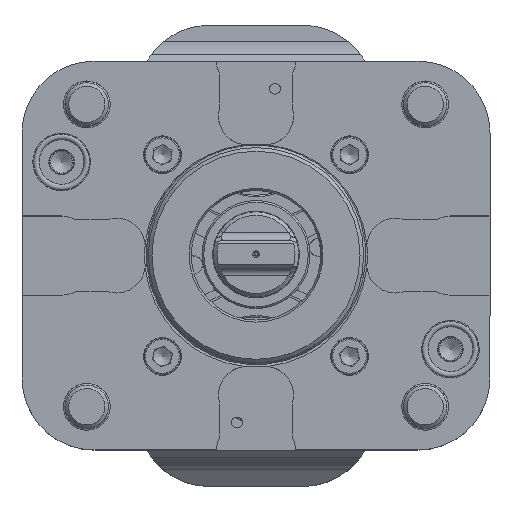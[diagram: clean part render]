
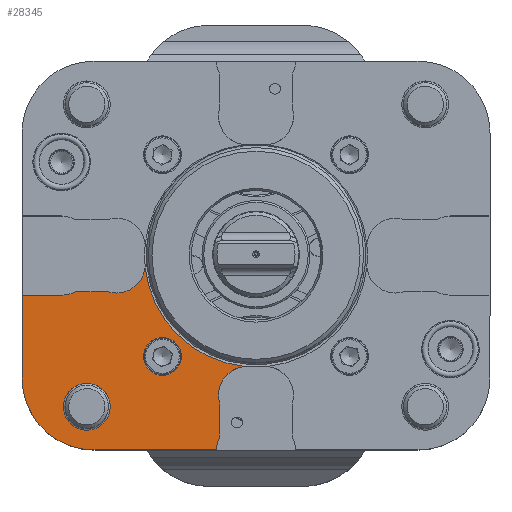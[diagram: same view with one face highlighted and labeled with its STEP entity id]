
A CAD part, top view. The second image highlights one B-rep face of the part: STEP entity #28345.
In plain terms, the highlighted planar face has unit normal (0, 0, 1).
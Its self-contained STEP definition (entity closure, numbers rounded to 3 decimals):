
#368 = EDGE_LOOP ( 'NONE', ( #37906, #29916, #9439, #6690, #23673, #24239, #31272, #29785, #27375, #32673, #14792 ) ) ;
#471 = VECTOR ( 'NONE', #37108, 1000. ) ;
#1441 = CARTESIAN_POINT ( 'NONE',  ( -53.5, -42., 0. ) ) ;
#1532 = AXIS2_PLACEMENT_3D ( 'NONE', #33766, #30727, #30050 ) ;
#2496 = AXIS2_PLACEMENT_3D ( 'NONE', #6130, #14612, #35323 ) ;
#2510 = CARTESIAN_POINT ( 'NONE',  ( -2.4, -38.75, 0. ) ) ;
#2564 = VERTEX_POINT ( 'NONE', #15098 ) ;
#3071 = LINE ( 'NONE', #27292, #18836 ) ;
#3253 = AXIS2_PLACEMENT_3D ( 'NONE', #34863, #23014, #9402 ) ;
#3536 = VERTEX_POINT ( 'NONE', #3674 ) ;
#3674 = CARTESIAN_POINT ( 'NONE',  ( -54., -11., 0. ) ) ;
#5926 = DIRECTION ( 'NONE',  ( -1., 0., 0. ) ) ;
#6130 = CARTESIAN_POINT ( 'NONE',  ( 0., 0., 0. ) ) ;
#6690 = ORIENTED_EDGE ( 'NONE', *, *, #15702, .T. ) ;
#6719 = CIRCLE ( 'NONE', #24883, 8. ) ;
#8542 = AXIS2_PLACEMENT_3D ( 'NONE', #35714, #26604, #9013 ) ;
#8714 = CARTESIAN_POINT ( 'NONE',  ( -65., -54., 0. ) ) ;
#9013 = DIRECTION ( 'NONE',  ( 1., 0., 0. ) ) ;
#9402 = DIRECTION ( 'NONE',  ( 1., 0., 0. ) ) ;
#9439 = ORIENTED_EDGE ( 'NONE', *, *, #36642, .F. ) ;
#9650 = VECTOR ( 'NONE', #31583, 1000. ) ;
#11209 = AXIS2_PLACEMENT_3D ( 'NONE', #12760, #29795, #18156 ) ;
#11229 = CARTESIAN_POINT ( 'NONE',  ( -20.75, -28., 0. ) ) ;
#11428 = ORIENTED_EDGE ( 'NONE', *, *, #26910, .T. ) ;
#11607 = CARTESIAN_POINT ( 'NONE',  ( -10., -50.127, 0. ) ) ;
#12592 = DIRECTION ( 'NONE',  ( 1., 0., 0. ) ) ;
#12760 = CARTESIAN_POINT ( 'NONE',  ( -3., -54., 0. ) ) ;
#13329 = DIRECTION ( 'NONE',  ( 1., 0., 0. ) ) ;
#14073 = AXIS2_PLACEMENT_3D ( 'NONE', #17116, #34771, #28768 ) ;
#14288 = FACE_BOUND ( 'NONE', #15117, .T. ) ;
#14612 = DIRECTION ( 'NONE',  ( 0., 0., -1. ) ) ;
#14792 = ORIENTED_EDGE ( 'NONE', *, *, #31393, .T. ) ;
#15092 = CARTESIAN_POINT ( 'NONE',  ( 0., -10., 0. ) ) ;
#15098 = CARTESIAN_POINT ( 'NONE',  ( -65., -34., 0. ) ) ;
#15117 = EDGE_LOOP ( 'NONE', ( #33057 ) ) ;
#15391 = VERTEX_POINT ( 'NONE', #27513 ) ;
#15593 = CIRCLE ( 'NONE', #14073, 20. ) ;
#15702 = EDGE_CURVE ( 'NONE', #22454, #25446, #26735, .T. ) ;
#16702 = CARTESIAN_POINT ( 'NONE',  ( -47., -42., 0. ) ) ;
#17116 = CARTESIAN_POINT ( 'NONE',  ( -45., -34., 0. ) ) ;
#17509 = LINE ( 'NONE', #30433, #9650 ) ;
#18156 = DIRECTION ( 'NONE',  ( -1., 0., 0. ) ) ;
#18570 = CARTESIAN_POINT ( 'NONE',  ( -65., -11., 0. ) ) ;
#18836 = VECTOR ( 'NONE', #32661, 1000. ) ;
#18866 = EDGE_CURVE ( 'NONE', #25414, #25684, #34741, .T. ) ;
#19291 = DIRECTION ( 'NONE',  ( -1., 0., 0. ) ) ;
#19532 = LINE ( 'NONE', #22685, #27303 ) ;
#20251 = FACE_BOUND ( 'NONE', #35324, .T. ) ;
#20270 = CARTESIAN_POINT ( 'NONE',  ( -41.248, -10., 0. ) ) ;
#20533 = LINE ( 'NONE', #8714, #36220 ) ;
#21830 = EDGE_CURVE ( 'NONE', #22248, #3536, #19532, .T. ) ;
#22248 = VERTEX_POINT ( 'NONE', #18570 ) ;
#22454 = VERTEX_POINT ( 'NONE', #28989 ) ;
#22524 = EDGE_CURVE ( 'NONE', #2564, #30687, #15593, .T. ) ;
#22685 = CARTESIAN_POINT ( 'NONE',  ( 0., -11., 0. ) ) ;
#23014 = DIRECTION ( 'NONE',  ( 0., 0., 1. ) ) ;
#23240 = CARTESIAN_POINT ( 'NONE',  ( -45., -54., 0. ) ) ;
#23673 = ORIENTED_EDGE ( 'NONE', *, *, #36199, .F. ) ;
#23715 = AXIS2_PLACEMENT_3D ( 'NONE', #16702, #24399, #5926 ) ;
#24239 = ORIENTED_EDGE ( 'NONE', *, *, #18866, .F. ) ;
#24399 = DIRECTION ( 'NONE',  ( 0., 0., -1. ) ) ;
#24883 = AXIS2_PLACEMENT_3D ( 'NONE', #2510, #33853, #19291 ) ;
#25075 = CARTESIAN_POINT ( 'NONE',  ( -26., -28., 0. ) ) ;
#25414 = VERTEX_POINT ( 'NONE', #30584 ) ;
#25428 = CIRCLE ( 'NONE', #23715, 6.5 ) ;
#25446 = VERTEX_POINT ( 'NONE', #28440 ) ;
#25684 = VERTEX_POINT ( 'NONE', #20270 ) ;
#26394 = CIRCLE ( 'NONE', #8542, 8. ) ;
#26604 = DIRECTION ( 'NONE',  ( 0., 0., 1. ) ) ;
#26735 = CIRCLE ( 'NONE', #2496, 30.949 ) ;
#26910 = EDGE_CURVE ( 'NONE', #33226, #33226, #25428, .T. ) ;
#27292 = CARTESIAN_POINT ( 'NONE',  ( -65., -54., 0. ) ) ;
#27303 = VECTOR ( 'NONE', #12592, 1000. ) ;
#27375 = ORIENTED_EDGE ( 'NONE', *, *, #36584, .F. ) ;
#27513 = CARTESIAN_POINT ( 'NONE',  ( -11., -54., 0. ) ) ;
#28345 = ADVANCED_FACE ( 'NONE', ( #35961, #20251, #14288 ), #33917, .T. ) ;
#28440 = CARTESIAN_POINT ( 'NONE',  ( -30.787, -3.166, 0. ) ) ;
#28768 = DIRECTION ( 'NONE',  ( 1., 0., 0. ) ) ;
#28922 = CARTESIAN_POINT ( 'NONE',  ( -10., -41.248, 0. ) ) ;
#28989 = CARTESIAN_POINT ( 'NONE',  ( -3.166, -30.787, 0. ) ) ;
#29007 = EDGE_CURVE ( 'NONE', #37742, #15391, #30281, .T. ) ;
#29785 = ORIENTED_EDGE ( 'NONE', *, *, #21830, .F. ) ;
#29795 = DIRECTION ( 'NONE',  ( 0., 0., 1. ) ) ;
#29916 = ORIENTED_EDGE ( 'NONE', *, *, #35479, .F. ) ;
#30050 = DIRECTION ( 'NONE',  ( 1., 0., 0. ) ) ;
#30281 = CIRCLE ( 'NONE', #11209, 8. ) ;
#30433 = CARTESIAN_POINT ( 'NONE',  ( -10., -50.127, 0. ) ) ;
#30584 = CARTESIAN_POINT ( 'NONE',  ( -50.127, -10., 0. ) ) ;
#30687 = VERTEX_POINT ( 'NONE', #23240 ) ;
#30727 = DIRECTION ( 'NONE',  ( 0., 0., 1. ) ) ;
#31272 = ORIENTED_EDGE ( 'NONE', *, *, #37463, .F. ) ;
#31393 = EDGE_CURVE ( 'NONE', #30687, #15391, #3071, .T. ) ;
#31583 = DIRECTION ( 'NONE',  ( 0., -1., 0. ) ) ;
#31763 = AXIS2_PLACEMENT_3D ( 'NONE', #25075, #33723, #13329 ) ;
#32661 = DIRECTION ( 'NONE',  ( 1., 0., 0. ) ) ;
#32673 = ORIENTED_EDGE ( 'NONE', *, *, #22524, .T. ) ;
#33057 = ORIENTED_EDGE ( 'NONE', *, *, #35296, .F. ) ;
#33226 = VERTEX_POINT ( 'NONE', #1441 ) ;
#33723 = DIRECTION ( 'NONE',  ( 0., 0., 1. ) ) ;
#33766 = CARTESIAN_POINT ( 'NONE',  ( -38.75, -2.4, 0. ) ) ;
#33853 = DIRECTION ( 'NONE',  ( 0., 0., 1. ) ) ;
#33917 = PLANE ( 'NONE',  #3253 ) ;
#33954 = VERTEX_POINT ( 'NONE', #28922 ) ;
#34162 = CIRCLE ( 'NONE', #31763, 5.25 ) ;
#34741 = LINE ( 'NONE', #15092, #471 ) ;
#34771 = DIRECTION ( 'NONE',  ( 0., 0., 1. ) ) ;
#34863 = CARTESIAN_POINT ( 'NONE',  ( 0., 0., 0. ) ) ;
#35296 = EDGE_CURVE ( 'NONE', #36869, #36869, #34162, .T. ) ;
#35323 = DIRECTION ( 'NONE',  ( -1., 0., 0. ) ) ;
#35324 = EDGE_LOOP ( 'NONE', ( #11428 ) ) ;
#35479 = EDGE_CURVE ( 'NONE', #33954, #37742, #17509, .T. ) ;
#35714 = CARTESIAN_POINT ( 'NONE',  ( -54., -3., 0. ) ) ;
#35961 = FACE_OUTER_BOUND ( 'NONE', #368, .T. ) ;
#36199 = EDGE_CURVE ( 'NONE', #25684, #25446, #37626, .T. ) ;
#36220 = VECTOR ( 'NONE', #37090, 1000. ) ;
#36584 = EDGE_CURVE ( 'NONE', #2564, #22248, #20533, .T. ) ;
#36642 = EDGE_CURVE ( 'NONE', #22454, #33954, #6719, .T. ) ;
#36869 = VERTEX_POINT ( 'NONE', #11229 ) ;
#37090 = DIRECTION ( 'NONE',  ( 0., 1., 0. ) ) ;
#37108 = DIRECTION ( 'NONE',  ( 1., 0., 0. ) ) ;
#37463 = EDGE_CURVE ( 'NONE', #3536, #25414, #26394, .T. ) ;
#37626 = CIRCLE ( 'NONE', #1532, 8. ) ;
#37742 = VERTEX_POINT ( 'NONE', #11607 ) ;
#37906 = ORIENTED_EDGE ( 'NONE', *, *, #29007, .F. ) ;
